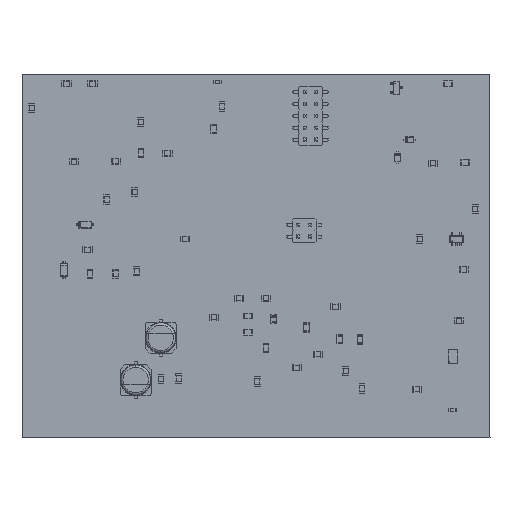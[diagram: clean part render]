
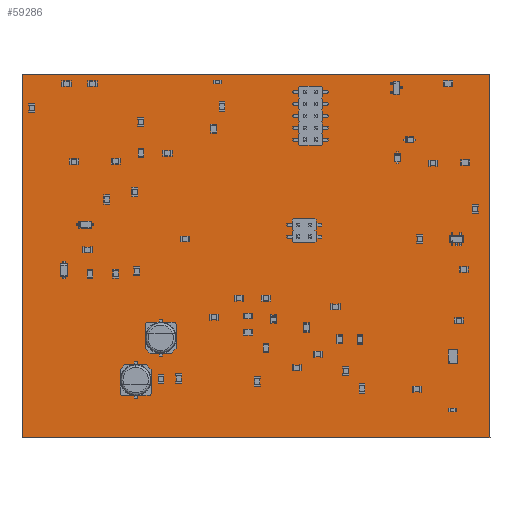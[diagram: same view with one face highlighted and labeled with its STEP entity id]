
A CAD part, top view. The second image highlights one B-rep face of the part: STEP entity #59286.
In plain terms, the highlighted planar face has unit normal (0, 0, 1).
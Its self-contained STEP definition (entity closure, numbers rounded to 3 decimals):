
#58972 = VERTEX_POINT('',#58973);
#58973 = CARTESIAN_POINT('',(118.,-40.52,1.6));
#58980 = PLANE('',#58981);
#58981 = AXIS2_PLACEMENT_3D('',#58982,#58983,#58984);
#58982 = CARTESIAN_POINT('',(118.,-40.52,0.));
#58983 = DIRECTION('',(-1.,0.,0.));
#58984 = DIRECTION('',(0.,1.,0.));
#58992 = PLANE('',#58993);
#58993 = AXIS2_PLACEMENT_3D('',#58994,#58995,#58996);
#58994 = CARTESIAN_POINT('',(17.56,-40.51,0.));
#58995 = DIRECTION('',(0.,1.,0.));
#58996 = DIRECTION('',(1.,0.,0.));
#59004 = EDGE_CURVE('',#58972,#59005,#59007,.T.);
#59005 = VERTEX_POINT('',#59006);
#59006 = CARTESIAN_POINT('',(117.98,37.46,1.6));
#59007 = SURFACE_CURVE('',#59008,(#59012,#59019),.PCURVE_S1.);
#59008 = LINE('',#59009,#59010);
#59009 = CARTESIAN_POINT('',(118.,-40.52,1.6));
#59010 = VECTOR('',#59011,1.);
#59011 = DIRECTION('',(0.,1.,0.));
#59012 = PCURVE('',#58980,#59013);
#59013 = DEFINITIONAL_REPRESENTATION('',(#59014),#59018);
#59014 = LINE('',#59015,#59016);
#59015 = CARTESIAN_POINT('',(0.,-1.6));
#59016 = VECTOR('',#59017,1.);
#59017 = DIRECTION('',(1.,0.));
#59018 = ( GEOMETRIC_REPRESENTATION_CONTEXT(2) 
PARAMETRIC_REPRESENTATION_CONTEXT() REPRESENTATION_CONTEXT('2D SPACE',''
  ) );
#59019 = PCURVE('',#59020,#59025);
#59020 = PLANE('',#59021);
#59021 = AXIS2_PLACEMENT_3D('',#59022,#59023,#59024);
#59022 = CARTESIAN_POINT('',(67.759,-1.509,1.6));
#59023 = DIRECTION('',(0.,0.,1.));
#59024 = DIRECTION('',(1.,0.,0.));
#59025 = DEFINITIONAL_REPRESENTATION('',(#59026),#59030);
#59026 = LINE('',#59027,#59028);
#59027 = CARTESIAN_POINT('',(50.241,-39.011));
#59028 = VECTOR('',#59029,1.);
#59029 = DIRECTION('',(0.,1.));
#59030 = ( GEOMETRIC_REPRESENTATION_CONTEXT(2) 
PARAMETRIC_REPRESENTATION_CONTEXT() REPRESENTATION_CONTEXT('2D SPACE',''
  ) );
#59048 = PLANE('',#59049);
#59049 = AXIS2_PLACEMENT_3D('',#59050,#59051,#59052);
#59050 = CARTESIAN_POINT('',(117.98,37.46,0.));
#59051 = DIRECTION('',(-0.001,-1.,0.));
#59052 = DIRECTION('',(-1.,0.001,0.));
#59090 = EDGE_CURVE('',#59005,#59091,#59093,.T.);
#59091 = VERTEX_POINT('',#59092);
#59092 = CARTESIAN_POINT('',(17.53,37.53,1.6));
#59093 = SURFACE_CURVE('',#59094,(#59098,#59105),.PCURVE_S1.);
#59094 = LINE('',#59095,#59096);
#59095 = CARTESIAN_POINT('',(117.98,37.46,1.6));
#59096 = VECTOR('',#59097,1.);
#59097 = DIRECTION('',(-1.,0.001,0.));
#59098 = PCURVE('',#59048,#59099);
#59099 = DEFINITIONAL_REPRESENTATION('',(#59100),#59104);
#59100 = LINE('',#59101,#59102);
#59101 = CARTESIAN_POINT('',(0.,-1.6));
#59102 = VECTOR('',#59103,1.);
#59103 = DIRECTION('',(1.,0.));
#59104 = ( GEOMETRIC_REPRESENTATION_CONTEXT(2) 
PARAMETRIC_REPRESENTATION_CONTEXT() REPRESENTATION_CONTEXT('2D SPACE',''
  ) );
#59105 = PCURVE('',#59020,#59106);
#59106 = DEFINITIONAL_REPRESENTATION('',(#59107),#59111);
#59107 = LINE('',#59108,#59109);
#59108 = CARTESIAN_POINT('',(50.221,38.969));
#59109 = VECTOR('',#59110,1.);
#59110 = DIRECTION('',(-1.,0.001));
#59111 = ( GEOMETRIC_REPRESENTATION_CONTEXT(2) 
PARAMETRIC_REPRESENTATION_CONTEXT() REPRESENTATION_CONTEXT('2D SPACE',''
  ) );
#59129 = PLANE('',#59130);
#59130 = AXIS2_PLACEMENT_3D('',#59131,#59132,#59133);
#59131 = CARTESIAN_POINT('',(17.53,37.53,0.));
#59132 = DIRECTION('',(1.,0.,0.));
#59133 = DIRECTION('',(0.,-1.,0.));
#59166 = EDGE_CURVE('',#59091,#59167,#59169,.T.);
#59167 = VERTEX_POINT('',#59168);
#59168 = CARTESIAN_POINT('',(17.56,-40.51,1.6));
#59169 = SURFACE_CURVE('',#59170,(#59174,#59181),.PCURVE_S1.);
#59170 = LINE('',#59171,#59172);
#59171 = CARTESIAN_POINT('',(17.53,37.53,1.6));
#59172 = VECTOR('',#59173,1.);
#59173 = DIRECTION('',(0.,-1.,0.));
#59174 = PCURVE('',#59129,#59175);
#59175 = DEFINITIONAL_REPRESENTATION('',(#59176),#59180);
#59176 = LINE('',#59177,#59178);
#59177 = CARTESIAN_POINT('',(0.,-1.6));
#59178 = VECTOR('',#59179,1.);
#59179 = DIRECTION('',(1.,0.));
#59180 = ( GEOMETRIC_REPRESENTATION_CONTEXT(2) 
PARAMETRIC_REPRESENTATION_CONTEXT() REPRESENTATION_CONTEXT('2D SPACE',''
  ) );
#59181 = PCURVE('',#59020,#59182);
#59182 = DEFINITIONAL_REPRESENTATION('',(#59183),#59187);
#59183 = LINE('',#59184,#59185);
#59184 = CARTESIAN_POINT('',(-50.229,39.039));
#59185 = VECTOR('',#59186,1.);
#59186 = DIRECTION('',(0.,-1.));
#59187 = ( GEOMETRIC_REPRESENTATION_CONTEXT(2) 
PARAMETRIC_REPRESENTATION_CONTEXT() REPRESENTATION_CONTEXT('2D SPACE',''
  ) );
#59237 = EDGE_CURVE('',#59167,#58972,#59238,.T.);
#59238 = SURFACE_CURVE('',#59239,(#59243,#59250),.PCURVE_S1.);
#59239 = LINE('',#59240,#59241);
#59240 = CARTESIAN_POINT('',(17.56,-40.51,1.6));
#59241 = VECTOR('',#59242,1.);
#59242 = DIRECTION('',(1.,0.,0.));
#59243 = PCURVE('',#58992,#59244);
#59244 = DEFINITIONAL_REPRESENTATION('',(#59245),#59249);
#59245 = LINE('',#59246,#59247);
#59246 = CARTESIAN_POINT('',(0.,-1.6));
#59247 = VECTOR('',#59248,1.);
#59248 = DIRECTION('',(1.,0.));
#59249 = ( GEOMETRIC_REPRESENTATION_CONTEXT(2) 
PARAMETRIC_REPRESENTATION_CONTEXT() REPRESENTATION_CONTEXT('2D SPACE',''
  ) );
#59250 = PCURVE('',#59020,#59251);
#59251 = DEFINITIONAL_REPRESENTATION('',(#59252),#59256);
#59252 = LINE('',#59253,#59254);
#59253 = CARTESIAN_POINT('',(-50.199,-39.001));
#59254 = VECTOR('',#59255,1.);
#59255 = DIRECTION('',(1.,0.));
#59256 = ( GEOMETRIC_REPRESENTATION_CONTEXT(2) 
PARAMETRIC_REPRESENTATION_CONTEXT() REPRESENTATION_CONTEXT('2D SPACE',''
  ) );
#59286 = ADVANCED_FACE('',(#59287),#59020,.T.);
#59287 = FACE_BOUND('',#59288,.T.);
#59288 = EDGE_LOOP('',(#59289,#59290,#59291,#59292));
#59289 = ORIENTED_EDGE('',*,*,#59004,.T.);
#59290 = ORIENTED_EDGE('',*,*,#59090,.T.);
#59291 = ORIENTED_EDGE('',*,*,#59166,.T.);
#59292 = ORIENTED_EDGE('',*,*,#59237,.T.);
